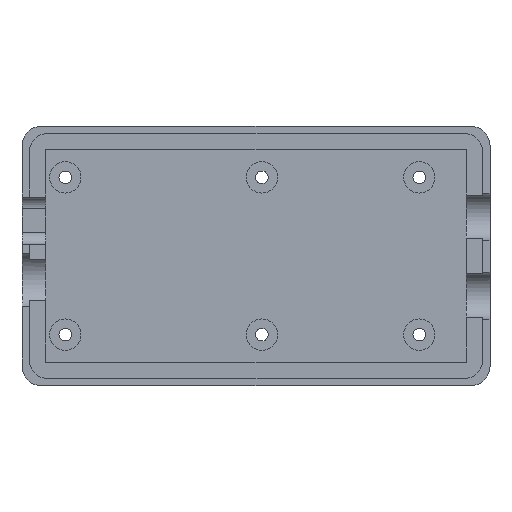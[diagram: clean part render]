
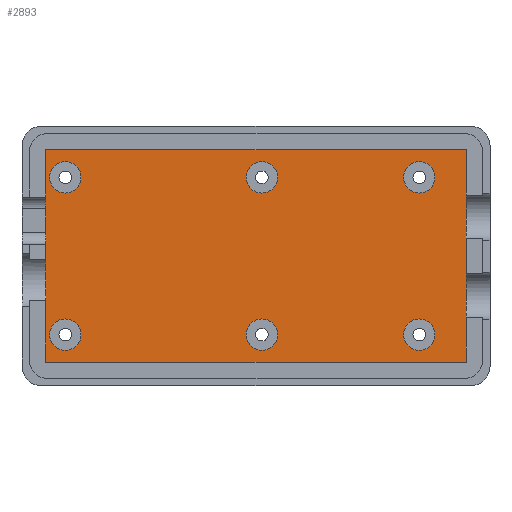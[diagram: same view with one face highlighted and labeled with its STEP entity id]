
A CAD part, front view. The second image highlights one B-rep face of the part: STEP entity #2893.
In plain terms, the highlighted planar face has unit normal (0, -1, 0).
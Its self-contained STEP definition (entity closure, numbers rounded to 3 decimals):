
#5 = AXIS2_PLACEMENT_3D ( 'NONE', #2753, #2990, #872 ) ;
#12 = DIRECTION ( 'NONE',  ( 0., 1., 0. ) ) ;
#37 = DIRECTION ( 'NONE',  ( -1., 0., 0. ) ) ;
#64 = EDGE_LOOP ( 'NONE', ( #1691, #2077 ) ) ;
#77 = CIRCLE ( 'NONE', #2026, 4. ) ;
#112 = CARTESIAN_POINT ( 'NONE',  ( 1.5, 20.25, 20. ) ) ;
#127 = DIRECTION ( 'NONE',  ( 0., 0., 1. ) ) ;
#165 = CIRCLE ( 'NONE', #1857, 4. ) ;
#172 = CARTESIAN_POINT ( 'NONE',  ( -48.5, 20.25, 16. ) ) ;
#210 = AXIS2_PLACEMENT_3D ( 'NONE', #3145, #584, #525 ) ;
#239 = DIRECTION ( 'NONE',  ( 0., 0., 1. ) ) ;
#245 = VERTEX_POINT ( 'NONE', #172 ) ;
#261 = CARTESIAN_POINT ( 'NONE',  ( -54.5, 20.25, 28. ) ) ;
#285 = VERTEX_POINT ( 'NONE', #1900 ) ;
#307 = EDGE_LOOP ( 'NONE', ( #3134, #1144, #757, #1776 ) ) ;
#311 = DIRECTION ( 'NONE',  ( 0., 1., 0. ) ) ;
#324 = CIRCLE ( 'NONE', #2159, 4. ) ;
#331 = AXIS2_PLACEMENT_3D ( 'NONE', #2234, #546, #2490 ) ;
#374 = VECTOR ( 'NONE', #1318, 1000. ) ;
#432 = CARTESIAN_POINT ( 'NONE',  ( 41.5, 20.25, 20. ) ) ;
#474 = CARTESIAN_POINT ( 'NONE',  ( -53.5, 20.25, 27. ) ) ;
#489 = EDGE_CURVE ( 'NONE', #2031, #2989, #927, .T. ) ;
#525 = DIRECTION ( 'NONE',  ( 0., 0., 1. ) ) ;
#535 = AXIS2_PLACEMENT_3D ( 'NONE', #1255, #1187, #2162 ) ;
#539 = CARTESIAN_POINT ( 'NONE',  ( -48.5, 20.25, 20. ) ) ;
#546 = DIRECTION ( 'NONE',  ( 0., 1., 0. ) ) ;
#557 = FACE_BOUND ( 'NONE', #2956, .T. ) ;
#558 = ORIENTED_EDGE ( 'NONE', *, *, #1466, .T. ) ;
#584 = DIRECTION ( 'NONE',  ( 0., 1., 0. ) ) ;
#587 = AXIS2_PLACEMENT_3D ( 'NONE', #432, #850, #608 ) ;
#605 = VERTEX_POINT ( 'NONE', #831 ) ;
#608 = DIRECTION ( 'NONE',  ( 0., 0., 1. ) ) ;
#632 = ORIENTED_EDGE ( 'NONE', *, *, #782, .T. ) ;
#696 = VERTEX_POINT ( 'NONE', #1929 ) ;
#757 = ORIENTED_EDGE ( 'NONE', *, *, #1552, .F. ) ;
#759 = CARTESIAN_POINT ( 'NONE',  ( -53.5, 20.25, -27. ) ) ;
#781 = CIRCLE ( 'NONE', #210, 4. ) ;
#782 = EDGE_CURVE ( 'NONE', #605, #285, #781, .T. ) ;
#785 = ORIENTED_EDGE ( 'NONE', *, *, #2384, .T. ) ;
#812 = FACE_BOUND ( 'NONE', #3080, .T. ) ;
#821 = LINE ( 'NONE', #2995, #374 ) ;
#831 = CARTESIAN_POINT ( 'NONE',  ( 41.5, 20.25, -16. ) ) ;
#837 = CIRCLE ( 'NONE', #1958, 4. ) ;
#850 = DIRECTION ( 'NONE',  ( 0., 1., 0. ) ) ;
#872 = DIRECTION ( 'NONE',  ( 0., 0., 1. ) ) ;
#913 = ORIENTED_EDGE ( 'NONE', *, *, #2205, .T. ) ;
#927 = CIRCLE ( 'NONE', #5, 4. ) ;
#950 = CARTESIAN_POINT ( 'NONE',  ( -53.5, 20.25, -27. ) ) ;
#976 = EDGE_LOOP ( 'NONE', ( #2233, #558 ) ) ;
#1042 = CARTESIAN_POINT ( 'NONE',  ( 1.5, 20.25, -24. ) ) ;
#1044 = CIRCLE ( 'NONE', #3064, 4. ) ;
#1051 = FACE_OUTER_BOUND ( 'NONE', #307, .T. ) ;
#1065 = CARTESIAN_POINT ( 'NONE',  ( 41.5, 20.25, 20. ) ) ;
#1138 = LINE ( 'NONE', #759, #2308 ) ;
#1144 = ORIENTED_EDGE ( 'NONE', *, *, #2732, .F. ) ;
#1187 = DIRECTION ( 'NONE',  ( 0., 1., 0. ) ) ;
#1217 = DIRECTION ( 'NONE',  ( 0., 1., 0. ) ) ;
#1253 = CIRCLE ( 'NONE', #331, 4. ) ;
#1255 = CARTESIAN_POINT ( 'NONE',  ( 1.5, 20.25, -20. ) ) ;
#1272 = PLANE ( 'NONE',  #2623 ) ;
#1318 = DIRECTION ( 'NONE',  ( 0., 0., 1. ) ) ;
#1347 = CARTESIAN_POINT ( 'NONE',  ( 1.5, 20.25, -20. ) ) ;
#1400 = VERTEX_POINT ( 'NONE', #2347 ) ;
#1407 = VECTOR ( 'NONE', #2809, 1000. ) ;
#1413 = EDGE_CURVE ( 'NONE', #3050, #2688, #1138, .T. ) ;
#1420 = CARTESIAN_POINT ( 'NONE',  ( -53.5, 20.25, 27. ) ) ;
#1466 = EDGE_CURVE ( 'NONE', #245, #696, #837, .T. ) ;
#1467 = VERTEX_POINT ( 'NONE', #2900 ) ;
#1490 = ORIENTED_EDGE ( 'NONE', *, *, #1834, .T. ) ;
#1530 = EDGE_CURVE ( 'NONE', #1994, #2548, #2562, .T. ) ;
#1540 = DIRECTION ( 'NONE',  ( 0., 1., 0. ) ) ;
#1552 = EDGE_CURVE ( 'NONE', #2688, #2663, #821, .T. ) ;
#1555 = CARTESIAN_POINT ( 'NONE',  ( -48.5, 20.25, -24. ) ) ;
#1568 = CARTESIAN_POINT ( 'NONE',  ( 1.5, 20.25, -16. ) ) ;
#1622 = EDGE_CURVE ( 'NONE', #1400, #1919, #324, .T. ) ;
#1640 = DIRECTION ( 'NONE',  ( 1., 0., 0. ) ) ;
#1643 = VERTEX_POINT ( 'NONE', #2746 ) ;
#1691 = ORIENTED_EDGE ( 'NONE', *, *, #1821, .T. ) ;
#1734 = CARTESIAN_POINT ( 'NONE',  ( 1.5, 20.25, 24. ) ) ;
#1776 = ORIENTED_EDGE ( 'NONE', *, *, #1413, .F. ) ;
#1785 = DIRECTION ( 'NONE',  ( 0., 0., 1. ) ) ;
#1809 = CIRCLE ( 'NONE', #3122, 4. ) ;
#1821 = EDGE_CURVE ( 'NONE', #2548, #1994, #165, .T. ) ;
#1834 = EDGE_CURVE ( 'NONE', #2989, #2031, #1809, .T. ) ;
#1853 = EDGE_CURVE ( 'NONE', #696, #245, #2364, .T. ) ;
#1857 = AXIS2_PLACEMENT_3D ( 'NONE', #1347, #2317, #127 ) ;
#1878 = ORIENTED_EDGE ( 'NONE', *, *, #1622, .T. ) ;
#1900 = CARTESIAN_POINT ( 'NONE',  ( 41.5, 20.25, -24. ) ) ;
#1908 = CIRCLE ( 'NONE', #587, 4. ) ;
#1919 = VERTEX_POINT ( 'NONE', #1734 ) ;
#1921 = CARTESIAN_POINT ( 'NONE',  ( 1.5, 20.25, 20. ) ) ;
#1929 = CARTESIAN_POINT ( 'NONE',  ( -48.5, 20.25, 24. ) ) ;
#1932 = EDGE_CURVE ( 'NONE', #1919, #1400, #1044, .T. ) ;
#1950 = CARTESIAN_POINT ( 'NONE',  ( 53.5, 20.25, -27. ) ) ;
#1958 = AXIS2_PLACEMENT_3D ( 'NONE', #539, #2650, #2886 ) ;
#1994 = VERTEX_POINT ( 'NONE', #1042 ) ;
#2026 = AXIS2_PLACEMENT_3D ( 'NONE', #1065, #311, #2986 ) ;
#2028 = DIRECTION ( 'NONE',  ( 0., 1., 0. ) ) ;
#2031 = VERTEX_POINT ( 'NONE', #1555 ) ;
#2076 = CARTESIAN_POINT ( 'NONE',  ( 53.5, 20.25, 27. ) ) ;
#2077 = ORIENTED_EDGE ( 'NONE', *, *, #1530, .T. ) ;
#2092 = ORIENTED_EDGE ( 'NONE', *, *, #489, .T. ) ;
#2148 = ORIENTED_EDGE ( 'NONE', *, *, #2833, .T. ) ;
#2159 = AXIS2_PLACEMENT_3D ( 'NONE', #112, #1540, #3010 ) ;
#2162 = DIRECTION ( 'NONE',  ( 0., 0., 1. ) ) ;
#2178 = EDGE_LOOP ( 'NONE', ( #2382, #1878 ) ) ;
#2205 = EDGE_CURVE ( 'NONE', #2701, #1467, #1908, .T. ) ;
#2221 = VECTOR ( 'NONE', #1640, 1000. ) ;
#2233 = ORIENTED_EDGE ( 'NONE', *, *, #1853, .T. ) ;
#2234 = CARTESIAN_POINT ( 'NONE',  ( 41.5, 20.25, -20. ) ) ;
#2308 = VECTOR ( 'NONE', #37, 1000. ) ;
#2317 = DIRECTION ( 'NONE',  ( 0., 1., 0. ) ) ;
#2347 = CARTESIAN_POINT ( 'NONE',  ( 1.5, 20.25, 16. ) ) ;
#2364 = CIRCLE ( 'NONE', #2766, 4. ) ;
#2382 = ORIENTED_EDGE ( 'NONE', *, *, #1932, .T. ) ;
#2384 = EDGE_CURVE ( 'NONE', #285, #605, #1253, .T. ) ;
#2393 = DIRECTION ( 'NONE',  ( 0., 0., 1. ) ) ;
#2490 = DIRECTION ( 'NONE',  ( 0., 0., 1. ) ) ;
#2514 = EDGE_LOOP ( 'NONE', ( #632, #785 ) ) ;
#2525 = EDGE_CURVE ( 'NONE', #1643, #3050, #2561, .T. ) ;
#2548 = VERTEX_POINT ( 'NONE', #1568 ) ;
#2561 = LINE ( 'NONE', #2076, #1407 ) ;
#2562 = CIRCLE ( 'NONE', #535, 4. ) ;
#2571 = DIRECTION ( 'NONE',  ( 0., 1., 0. ) ) ;
#2623 = AXIS2_PLACEMENT_3D ( 'NONE', #261, #2028, #1785 ) ;
#2646 = CARTESIAN_POINT ( 'NONE',  ( -48.5, 20.25, 20. ) ) ;
#2650 = DIRECTION ( 'NONE',  ( 0., 1., 0. ) ) ;
#2652 = LINE ( 'NONE', #474, #2221 ) ;
#2663 = VERTEX_POINT ( 'NONE', #1420 ) ;
#2687 = FACE_BOUND ( 'NONE', #976, .T. ) ;
#2688 = VERTEX_POINT ( 'NONE', #950 ) ;
#2701 = VERTEX_POINT ( 'NONE', #2887 ) ;
#2732 = EDGE_CURVE ( 'NONE', #2663, #1643, #2652, .T. ) ;
#2746 = CARTESIAN_POINT ( 'NONE',  ( 53.5, 20.25, 27. ) ) ;
#2753 = CARTESIAN_POINT ( 'NONE',  ( -48.5, 20.25, -20. ) ) ;
#2766 = AXIS2_PLACEMENT_3D ( 'NONE', #2646, #12, #239 ) ;
#2809 = DIRECTION ( 'NONE',  ( 0., 0., -1. ) ) ;
#2833 = EDGE_CURVE ( 'NONE', #1467, #2701, #77, .T. ) ;
#2886 = DIRECTION ( 'NONE',  ( 0., 0., 1. ) ) ;
#2887 = CARTESIAN_POINT ( 'NONE',  ( 41.5, 20.25, 24. ) ) ;
#2893 = ADVANCED_FACE ( 'NONE', ( #557, #2924, #2940, #812, #2971, #2687, #1051 ), #1272, .F. ) ;
#2900 = CARTESIAN_POINT ( 'NONE',  ( 41.5, 20.25, 16. ) ) ;
#2924 = FACE_BOUND ( 'NONE', #64, .T. ) ;
#2933 = DIRECTION ( 'NONE',  ( 0., 0., 1. ) ) ;
#2940 = FACE_BOUND ( 'NONE', #2514, .T. ) ;
#2956 = EDGE_LOOP ( 'NONE', ( #1490, #2092 ) ) ;
#2971 = FACE_BOUND ( 'NONE', #2178, .T. ) ;
#2986 = DIRECTION ( 'NONE',  ( 0., 0., 1. ) ) ;
#2989 = VERTEX_POINT ( 'NONE', #3073 ) ;
#2990 = DIRECTION ( 'NONE',  ( 0., 1., 0. ) ) ;
#2995 = CARTESIAN_POINT ( 'NONE',  ( -53.5, 20.25, 27. ) ) ;
#3010 = DIRECTION ( 'NONE',  ( 0., 0., 1. ) ) ;
#3041 = CARTESIAN_POINT ( 'NONE',  ( -48.5, 20.25, -20. ) ) ;
#3050 = VERTEX_POINT ( 'NONE', #1950 ) ;
#3064 = AXIS2_PLACEMENT_3D ( 'NONE', #1921, #1217, #2933 ) ;
#3073 = CARTESIAN_POINT ( 'NONE',  ( -48.5, 20.25, -16. ) ) ;
#3080 = EDGE_LOOP ( 'NONE', ( #913, #2148 ) ) ;
#3122 = AXIS2_PLACEMENT_3D ( 'NONE', #3041, #2571, #2393 ) ;
#3134 = ORIENTED_EDGE ( 'NONE', *, *, #2525, .F. ) ;
#3145 = CARTESIAN_POINT ( 'NONE',  ( 41.5, 20.25, -20. ) ) ;
